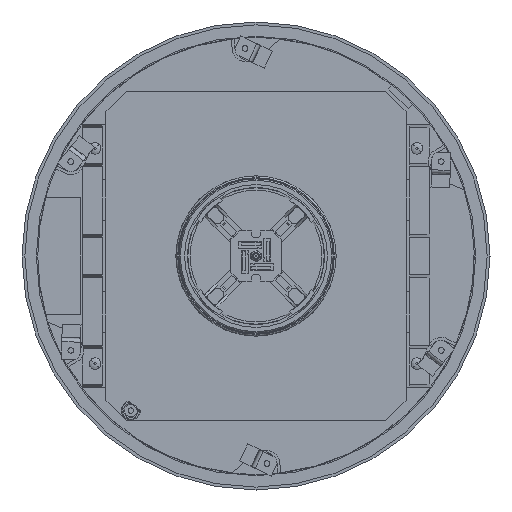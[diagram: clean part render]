
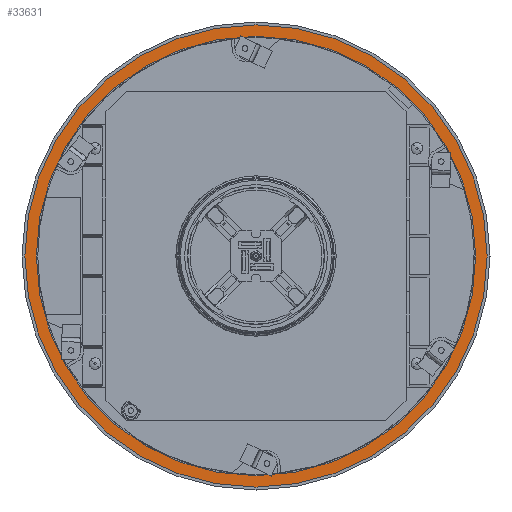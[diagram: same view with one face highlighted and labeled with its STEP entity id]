
A CAD part, front view. The second image highlights one B-rep face of the part: STEP entity #33631.
In plain terms, the highlighted face is planar.
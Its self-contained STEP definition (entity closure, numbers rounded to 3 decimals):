
#2903 = CARTESIAN_POINT ( 'NONE',  ( 153., 0., 4.5 ) ) ;
#3525 = DIRECTION ( 'NONE',  ( 0., 0., 1. ) ) ;
#5167 = PLANE ( 'NONE',  #53911 ) ;
#6148 = CIRCLE ( 'NONE', #16284, 161. ) ;
#8837 = CARTESIAN_POINT ( 'NONE',  ( 161., 0., 4.5 ) ) ;
#9100 = CIRCLE ( 'NONE', #13733, 153. ) ;
#10233 = DIRECTION ( 'NONE',  ( 1., 0., 0. ) ) ;
#11598 = FACE_BOUND ( 'NONE', #14310, .T. ) ;
#13733 = AXIS2_PLACEMENT_3D ( 'NONE', #47128, #3525, #46367 ) ;
#14310 = EDGE_LOOP ( 'NONE', ( #15627, #52039 ) ) ;
#15627 = ORIENTED_EDGE ( 'NONE', *, *, #41533, .F. ) ;
#16284 = AXIS2_PLACEMENT_3D ( 'NONE', #28966, #59394, #10233 ) ;
#16627 = CARTESIAN_POINT ( 'NONE',  ( 0., 0., 4.5 ) ) ;
#18101 = EDGE_CURVE ( 'NONE', #52508, #61689, #48899, .T. ) ;
#22776 = DIRECTION ( 'NONE',  ( 1., 0., 0. ) ) ;
#22951 = DIRECTION ( 'NONE',  ( 0., 0., 1. ) ) ;
#23023 = FACE_OUTER_BOUND ( 'NONE', #36305, .T. ) ;
#28966 = CARTESIAN_POINT ( 'NONE',  ( 0., 0., 4.5 ) ) ;
#31760 = VERTEX_POINT ( 'NONE', #61368 ) ;
#33610 = CARTESIAN_POINT ( 'NONE',  ( -161., 0., 4.5 ) ) ;
#33631 = ADVANCED_FACE ( 'NONE', ( #23023, #11598 ), #5167, .T. ) ;
#35501 = CARTESIAN_POINT ( 'NONE',  ( 0., 0., 4.5 ) ) ;
#36305 = EDGE_LOOP ( 'NONE', ( #66986, #78636 ) ) ;
#36439 = CARTESIAN_POINT ( 'NONE',  ( 0., 0., 4.5 ) ) ;
#40730 = AXIS2_PLACEMENT_3D ( 'NONE', #16627, #59395, #22776 ) ;
#41533 = EDGE_CURVE ( 'NONE', #31760, #72963, #9100, .T. ) ;
#46025 = EDGE_CURVE ( 'NONE', #72963, #31760, #52494, .T. ) ;
#46367 = DIRECTION ( 'NONE',  ( 1., 0., 0. ) ) ;
#47128 = CARTESIAN_POINT ( 'NONE',  ( 0., 0., 4.5 ) ) ;
#47867 = AXIS2_PLACEMENT_3D ( 'NONE', #35501, #22951, #53406 ) ;
#47958 = DIRECTION ( 'NONE',  ( 0., 0., 1. ) ) ;
#48899 = CIRCLE ( 'NONE', #47867, 161. ) ;
#51768 = EDGE_CURVE ( 'NONE', #61689, #52508, #6148, .T. ) ;
#52039 = ORIENTED_EDGE ( 'NONE', *, *, #46025, .F. ) ;
#52494 = CIRCLE ( 'NONE', #40730, 153. ) ;
#52508 = VERTEX_POINT ( 'NONE', #8837 ) ;
#53406 = DIRECTION ( 'NONE',  ( 1., 0., 0. ) ) ;
#53911 = AXIS2_PLACEMENT_3D ( 'NONE', #36439, #47958, #60500 ) ;
#59394 = DIRECTION ( 'NONE',  ( 0., 0., 1. ) ) ;
#59395 = DIRECTION ( 'NONE',  ( 0., 0., 1. ) ) ;
#60500 = DIRECTION ( 'NONE',  ( 1., 0., 0. ) ) ;
#61368 = CARTESIAN_POINT ( 'NONE',  ( -153., 0., 4.5 ) ) ;
#61689 = VERTEX_POINT ( 'NONE', #33610 ) ;
#66986 = ORIENTED_EDGE ( 'NONE', *, *, #51768, .T. ) ;
#72963 = VERTEX_POINT ( 'NONE', #2903 ) ;
#78636 = ORIENTED_EDGE ( 'NONE', *, *, #18101, .T. ) ;
